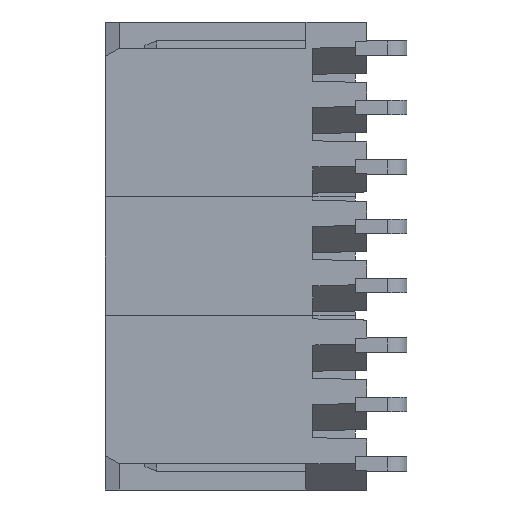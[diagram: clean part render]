
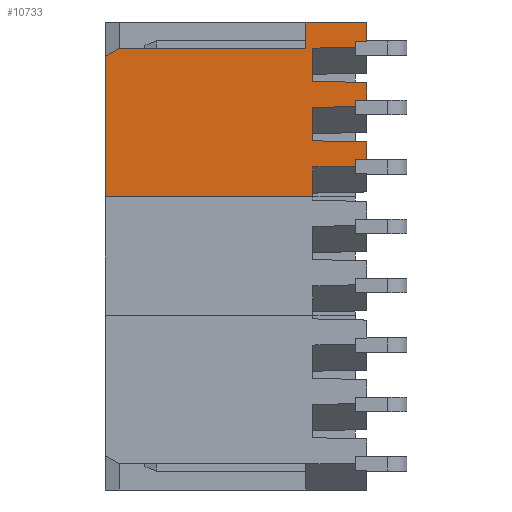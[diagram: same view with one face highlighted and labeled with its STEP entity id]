
A CAD part, left-side view. The second image highlights one B-rep face of the part: STEP entity #10733.
In plain terms, the highlighted planar face has unit normal (-1, 0, 0).
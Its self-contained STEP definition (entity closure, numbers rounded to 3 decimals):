
#1159=ORIENTED_EDGE('',*,*,#2954,.F.);
#1160=ORIENTED_EDGE('',*,*,#2955,.T.);
#1161=ORIENTED_EDGE('',*,*,#2900,.F.);
#1162=ORIENTED_EDGE('',*,*,#2956,.F.);
#1163=ORIENTED_EDGE('',*,*,#2957,.T.);
#1164=ORIENTED_EDGE('',*,*,#2870,.F.);
#1165=ORIENTED_EDGE('',*,*,#2863,.F.);
#1166=ORIENTED_EDGE('',*,*,#2860,.T.);
#1167=ORIENTED_EDGE('',*,*,#2897,.F.);
#1168=ORIENTED_EDGE('',*,*,#2759,.F.);
#1169=ORIENTED_EDGE('',*,*,#2757,.T.);
#1170=ORIENTED_EDGE('',*,*,#2690,.T.);
#1171=ORIENTED_EDGE('',*,*,#2699,.F.);
#1172=ORIENTED_EDGE('',*,*,#2753,.F.);
#1173=ORIENTED_EDGE('',*,*,#2763,.F.);
#1174=ORIENTED_EDGE('',*,*,#2952,.F.);
#1175=ORIENTED_EDGE('',*,*,#2958,.T.);
#1176=ORIENTED_EDGE('',*,*,#2959,.F.);
#1177=ORIENTED_EDGE('',*,*,#2960,.T.);
#1178=ORIENTED_EDGE('',*,*,#2875,.F.);
#1179=ORIENTED_EDGE('',*,*,#2961,.F.);
#1180=ORIENTED_EDGE('',*,*,#2962,.T.);
#1181=ORIENTED_EDGE('',*,*,#2963,.F.);
#2690=EDGE_CURVE('',#3725,#3724,#4558,.T.);
#2699=EDGE_CURVE('',#3732,#3724,#4567,.T.);
#2753=EDGE_CURVE('',#3778,#3732,#4619,.T.);
#2757=EDGE_CURVE('',#3781,#3725,#4623,.T.);
#2759=EDGE_CURVE('',#3781,#3782,#4625,.T.);
#2763=EDGE_CURVE('',#3784,#3778,#4629,.T.);
#2860=EDGE_CURVE('',#3841,#3844,#4722,.T.);
#2863=EDGE_CURVE('',#3841,#3845,#4725,.T.);
#2870=EDGE_CURVE('',#3845,#3848,#4732,.T.);
#2875=EDGE_CURVE('',#3854,#3855,#4737,.T.);
#2897=EDGE_CURVE('',#3782,#3844,#4759,.T.);
#2900=EDGE_CURVE('',#3874,#3875,#4762,.T.);
#2952=EDGE_CURVE('',#3910,#3784,#4814,.T.);
#2954=EDGE_CURVE('',#3911,#3912,#4816,.T.);
#2955=EDGE_CURVE('',#3911,#3875,#4817,.T.);
#2956=EDGE_CURVE('',#3913,#3874,#4818,.T.);
#2957=EDGE_CURVE('',#3913,#3848,#4819,.T.);
#2958=EDGE_CURVE('',#3910,#3914,#4820,.T.);
#2959=EDGE_CURVE('',#3915,#3914,#4821,.T.);
#2960=EDGE_CURVE('',#3915,#3855,#4822,.T.);
#2961=EDGE_CURVE('',#3916,#3854,#4823,.T.);
#2962=EDGE_CURVE('',#3916,#3917,#4824,.T.);
#2963=EDGE_CURVE('',#3912,#3917,#4825,.T.);
#3724=VERTEX_POINT('',#14067);
#3725=VERTEX_POINT('',#14069);
#3732=VERTEX_POINT('',#14086);
#3778=VERTEX_POINT('',#14193);
#3781=VERTEX_POINT('',#14203);
#3782=VERTEX_POINT('',#14207);
#3784=VERTEX_POINT('',#14213);
#3841=VERTEX_POINT('',#14402);
#3844=VERTEX_POINT('',#14408);
#3845=VERTEX_POINT('',#14416);
#3848=VERTEX_POINT('',#14425);
#3854=VERTEX_POINT('',#14439);
#3855=VERTEX_POINT('',#14441);
#3874=VERTEX_POINT('',#14484);
#3875=VERTEX_POINT('',#14486);
#3910=VERTEX_POINT('',#14588);
#3911=VERTEX_POINT('',#14592);
#3912=VERTEX_POINT('',#14593);
#3913=VERTEX_POINT('',#14596);
#3914=VERTEX_POINT('',#14599);
#3915=VERTEX_POINT('',#14601);
#3916=VERTEX_POINT('',#14604);
#3917=VERTEX_POINT('',#14606);
#4558=LINE('',#14068,#5661);
#4567=LINE('',#14085,#5670);
#4619=LINE('',#14194,#5722);
#4623=LINE('',#14202,#5726);
#4625=LINE('',#14206,#5728);
#4629=LINE('',#14214,#5732);
#4722=LINE('',#14409,#5825);
#4725=LINE('',#14415,#5828);
#4732=LINE('',#14429,#5835);
#4737=LINE('',#14440,#5840);
#4759=LINE('',#14480,#5862);
#4762=LINE('',#14485,#5865);
#4814=LINE('',#14587,#5917);
#4816=LINE('',#14591,#5919);
#4817=LINE('',#14594,#5920);
#4818=LINE('',#14595,#5921);
#4819=LINE('',#14597,#5922);
#4820=LINE('',#14598,#5923);
#4821=LINE('',#14600,#5924);
#4822=LINE('',#14602,#5925);
#4823=LINE('',#14603,#5926);
#4824=LINE('',#14605,#5927);
#4825=LINE('',#14607,#5928);
#5661=VECTOR('',#11976,1000.);
#5670=VECTOR('',#11987,1000.);
#5722=VECTOR('',#12059,1000.);
#5726=VECTOR('',#12067,1000.);
#5728=VECTOR('',#12071,1000.);
#5732=VECTOR('',#12077,1000.);
#5825=VECTOR('',#12254,1000.);
#5828=VECTOR('',#12263,1000.);
#5835=VECTOR('',#12274,1000.);
#5840=VECTOR('',#12281,1000.);
#5862=VECTOR('',#12303,1000.);
#5865=VECTOR('',#12306,1000.);
#5917=VECTOR('',#12388,1000.);
#5919=VECTOR('',#12392,1000.);
#5920=VECTOR('',#12393,1000.);
#5921=VECTOR('',#12394,1000.);
#5922=VECTOR('',#12395,1000.);
#5923=VECTOR('',#12396,1000.);
#5924=VECTOR('',#12397,1000.);
#5925=VECTOR('',#12398,1000.);
#5926=VECTOR('',#12399,1000.);
#5927=VECTOR('',#12400,1000.);
#5928=VECTOR('',#12401,1000.);
#6647=EDGE_LOOP('',(#1159,#1160,#1161,#1162,#1163,#1164,#1165,#1166,#1167,
#1168,#1169,#1170,#1171,#1172,#1173,#1174,#1175,#1176,#1177,#1178,#1179,
#1180,#1181));
#7071=FACE_BOUND('',#6647,.T.);
#7478=PLANE('',#11171);
#10733=ADVANCED_FACE('',(#7071),#7478,.T.);
#11171=AXIS2_PLACEMENT_3D('',#14590,#12390,#12391);
#11976=DIRECTION('',(0.,1.,0.));
#11987=DIRECTION('',(0.,0.,1.));
#12059=DIRECTION('',(0.,-1.,0.));
#12067=DIRECTION('',(0.,0.,1.));
#12071=DIRECTION('',(0.,1.,0.));
#12077=DIRECTION('',(0.,-0.866,0.5));
#12254=DIRECTION('',(0.,-1.,0.022));
#12263=DIRECTION('',(0.,0.,-1.));
#12274=DIRECTION('',(0.,-1.,-0.022));
#12281=DIRECTION('',(0.,0.,-1.));
#12303=DIRECTION('',(0.,0.,-1.));
#12306=DIRECTION('',(0.,0.,-1.));
#12388=DIRECTION('',(0.,0.,1.));
#12390=DIRECTION('',(-1.,0.,0.));
#12391=DIRECTION('',(0.,-1.,0.));
#12392=DIRECTION('',(0.,0.,-1.));
#12393=DIRECTION('',(0.,-1.,0.022));
#12394=DIRECTION('',(0.,1.,0.));
#12395=DIRECTION('',(0.,0.,1.));
#12396=DIRECTION('',(0.,-1.,0.));
#12397=DIRECTION('',(0.,0.,-1.));
#12398=DIRECTION('',(0.,-1.,0.022));
#12399=DIRECTION('',(0.,1.,0.));
#12400=DIRECTION('',(0.,0.,1.));
#12401=DIRECTION('',(0.,-1.,-0.022));
#14067=CARTESIAN_POINT('',(-5.,2.6,0.));
#14068=CARTESIAN_POINT('',(-5.,0.,0.));
#14069=CARTESIAN_POINT('',(-5.,0.,0.));
#14085=CARTESIAN_POINT('',(-5.,2.6,-7.32));
#14086=CARTESIAN_POINT('',(-5.,2.6,-1.12));
#14193=CARTESIAN_POINT('',(-5.,10.6,-1.12));
#14194=CARTESIAN_POINT('',(-5.,0.,-1.12));
#14202=CARTESIAN_POINT('',(-5.,0.,-9.86));
#14203=CARTESIAN_POINT('',(-5.,0.,-0.82));
#14206=CARTESIAN_POINT('',(-5.,0.,-0.82));
#14207=CARTESIAN_POINT('',(-5.,0.5,-0.82));
#14213=CARTESIAN_POINT('',(-5.,11.2,-1.466));
#14214=CARTESIAN_POINT('',(-5.,0.,5.));
#14402=CARTESIAN_POINT('',(-5.,2.3,-1.12));
#14408=CARTESIAN_POINT('',(-5.,0.5,-1.081));
#14409=CARTESIAN_POINT('',(-5.,0.,-1.07));
#14415=CARTESIAN_POINT('',(-5.,2.3,-9.86));
#14416=CARTESIAN_POINT('',(-5.,2.3,-2.54));
#14425=CARTESIAN_POINT('',(-5.,0.,-2.59));
#14429=CARTESIAN_POINT('',(-5.,0.,-2.59));
#14439=CARTESIAN_POINT('',(-5.,0.5,-5.908));
#14440=CARTESIAN_POINT('',(-5.,0.5,-12.408));
#14441=CARTESIAN_POINT('',(-5.,0.5,-6.169));
#14480=CARTESIAN_POINT('',(-5.,0.5,-9.86));
#14484=CARTESIAN_POINT('',(-5.,0.5,-3.36));
#14485=CARTESIAN_POINT('',(-5.,0.5,-9.86));
#14486=CARTESIAN_POINT('',(-5.,0.5,-3.621));
#14587=CARTESIAN_POINT('',(-5.,11.2,-7.32));
#14588=CARTESIAN_POINT('',(-5.,11.2,-7.478));
#14590=CARTESIAN_POINT('',(-5.,0.,0.));
#14591=CARTESIAN_POINT('',(-5.,2.3,-9.86));
#14592=CARTESIAN_POINT('',(-5.,2.3,-3.66));
#14593=CARTESIAN_POINT('',(-5.,2.3,-5.088));
#14594=CARTESIAN_POINT('',(-5.,1.174,-3.635));
#14595=CARTESIAN_POINT('',(-5.,0.,-3.36));
#14596=CARTESIAN_POINT('',(-5.,0.,-3.36));
#14597=CARTESIAN_POINT('',(-5.,0.,-9.86));
#14598=CARTESIAN_POINT('',(-5.,0.,-7.478));
#14599=CARTESIAN_POINT('',(-5.,2.3,-7.478));
#14600=CARTESIAN_POINT('',(-5.,2.3,-12.408));
#14601=CARTESIAN_POINT('',(-5.,2.3,-6.208));
#14602=CARTESIAN_POINT('',(-5.,1.174,-6.183));
#14603=CARTESIAN_POINT('',(-5.,0.,-5.908));
#14604=CARTESIAN_POINT('',(-5.,0.,-5.908));
#14605=CARTESIAN_POINT('',(-5.,0.,-12.408));
#14606=CARTESIAN_POINT('',(-5.,0.,-5.138));
#14607=CARTESIAN_POINT('',(-5.,0.,-5.138));
